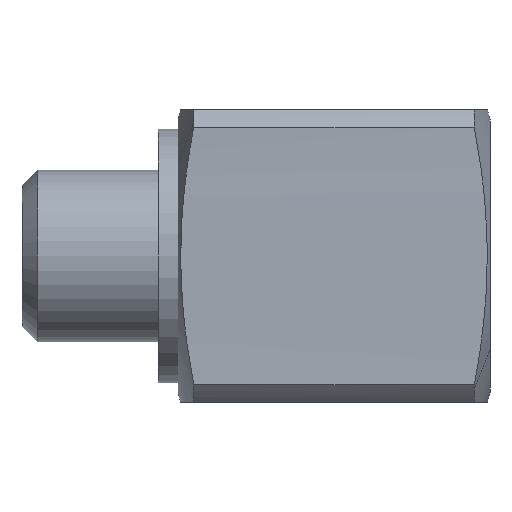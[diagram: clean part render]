
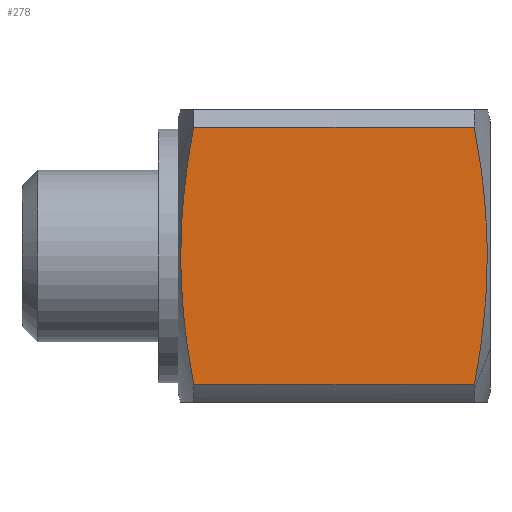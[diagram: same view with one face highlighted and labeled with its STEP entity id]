
A CAD part, front view. The second image highlights one B-rep face of the part: STEP entity #278.
In plain terms, the highlighted planar face has unit normal (0, -1, 0).
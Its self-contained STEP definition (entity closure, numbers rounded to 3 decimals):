
#24=PLANE('',#632);
#54=FACE_OUTER_BOUND('',#87,.F.);
#87=EDGE_LOOP('',(#169,#170,#171,#172));
#169=ORIENTED_EDGE('',*,*,#468,.T.);
#170=ORIENTED_EDGE('',*,*,#475,.T.);
#171=ORIENTED_EDGE('',*,*,#455,.T.);
#172=ORIENTED_EDGE('',*,*,#478,.T.);
#278=ADVANCED_FACE('',(#54),#24,.T.);
#319=LINE('',#1017,#348);
#322=LINE('',#1020,#351);
#348=VECTOR('',#735,14.392);
#351=VECTOR('',#738,14.392);
#382=B_SPLINE_CURVE_WITH_KNOTS('',2,(#961,#962,#963,#964,#965,#966,#967),
 .UNSPECIFIED.,.F.,.F.,(3,1,1,1,1,3),(0.,0.187,0.374,
0.626,0.813,1.),.UNSPECIFIED.);
#386=B_SPLINE_CURVE_WITH_KNOTS('',2,(#998,#999,#1000,#1001,#1002,#1003,#1004),
 .UNSPECIFIED.,.F.,.F.,(3,1,1,1,1,3),(0.,0.187,0.374,
0.626,0.813,1.),.UNSPECIFIED.);
#455=EDGE_CURVE('',#523,#524,#382,.T.);
#468=EDGE_CURVE('',#510,#511,#386,.T.);
#475=EDGE_CURVE('',#511,#523,#319,.T.);
#478=EDGE_CURVE('',#524,#510,#322,.T.);
#510=VERTEX_POINT('',#840);
#511=VERTEX_POINT('',#841);
#523=VERTEX_POINT('',#853);
#524=VERTEX_POINT('',#854);
#632=AXIS2_PLACEMENT_3D('',#1057,#786,#787);
#735=DIRECTION('',(1.,0.,0.));
#738=DIRECTION('',(-1.,0.,0.));
#786=DIRECTION('',(0.,-1.,0.));
#787=DIRECTION('',(0.,0.,1.));
#840=CARTESIAN_POINT('',(8.804,-7.5,-6.614));
#841=CARTESIAN_POINT('',(8.804,-7.5,6.614));
#853=CARTESIAN_POINT('',(23.196,-7.5,6.614));
#854=CARTESIAN_POINT('',(23.196,-7.5,-6.614));
#961=CARTESIAN_POINT('',(23.196,-7.5,6.614));
#962=CARTESIAN_POINT('',(23.428,-7.477,5.392));
#963=CARTESIAN_POINT('',(23.74,-7.502,2.919));
#964=CARTESIAN_POINT('',(23.917,-7.499,0.));
#965=CARTESIAN_POINT('',(23.74,-7.502,-2.919));
#966=CARTESIAN_POINT('',(23.428,-7.477,-5.392));
#967=CARTESIAN_POINT('',(23.196,-7.5,-6.614));
#998=CARTESIAN_POINT('',(8.804,-7.5,-6.614));
#999=CARTESIAN_POINT('',(8.572,-7.477,-5.392));
#1000=CARTESIAN_POINT('',(8.26,-7.502,-2.919));
#1001=CARTESIAN_POINT('',(8.083,-7.499,0.));
#1002=CARTESIAN_POINT('',(8.26,-7.502,2.919));
#1003=CARTESIAN_POINT('',(8.572,-7.477,5.392));
#1004=CARTESIAN_POINT('',(8.804,-7.5,6.614));
#1017=CARTESIAN_POINT('',(8.804,-7.5,6.614));
#1020=CARTESIAN_POINT('',(23.196,-7.5,-6.614));
#1057=CARTESIAN_POINT('',(24.653,-7.5,-7.401));
